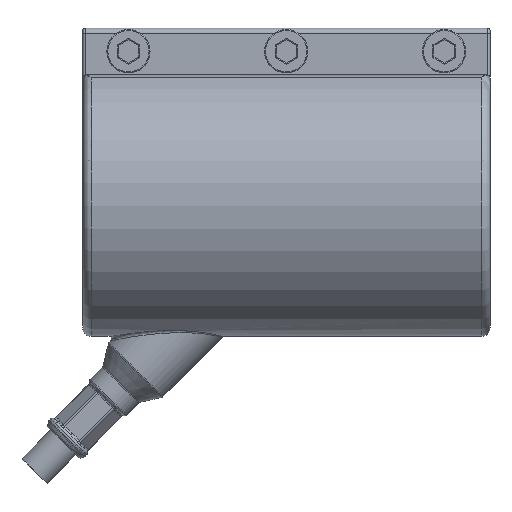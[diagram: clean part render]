
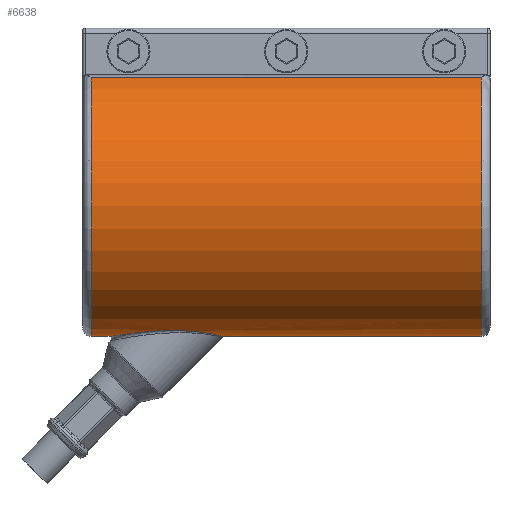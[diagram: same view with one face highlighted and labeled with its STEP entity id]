
A CAD part, left-side view. The second image highlights one B-rep face of the part: STEP entity #6638.
In plain terms, the highlighted cylindrical face has radius 26.5 mm (diameter 53 mm), a partial arc.
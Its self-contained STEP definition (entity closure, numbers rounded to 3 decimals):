
#216=B_SPLINE_CURVE_WITH_KNOTS('',3,(#10176,#10177,#10178,#10179,#10180,
#10181,#10182,#10183,#10184,#10185,#10186,#10187,#10188,#10189,#10190,#10191,
#10192,#10193,#10194,#10195,#10196,#10197,#10198,#10199,#10200,#10201,#10202,
#10203,#10204,#10205,#10206),.UNSPECIFIED.,.F.,.F.,(4,1,1,1,1,1,1,1,1,1,
1,1,1,1,1,1,1,1,1,1,1,1,1,1,1,1,1,1,4),(0.,0.031,0.063,0.094,0.125,
0.156,0.188,0.219,0.25,0.281,0.313,0.344,0.375,0.438,0.5,0.563,
0.594,0.625,0.656,0.688,0.719,0.75,0.781,0.813,0.844,0.875,
0.906,0.938,1.),.UNSPECIFIED.);
#217=B_SPLINE_CURVE_WITH_KNOTS('',3,(#10208,#10209,#10210,#10211,#10212),
 .UNSPECIFIED.,.F.,.F.,(4,1,4),(0.,0.5,1.),.UNSPECIFIED.);
#272=B_SPLINE_CURVE_WITH_KNOTS('',3,(#11703,#11704,#11705,#11706),
 .UNSPECIFIED.,.F.,.F.,(4,4),(0.,1.),.UNSPECIFIED.);
#273=B_SPLINE_CURVE_WITH_KNOTS('',3,(#11708,#11709,#11710,#11711,#11712,
#11713,#11714,#11715,#11716,#11717,#11718,#11719,#11720,#11721,#11722,#11723,
#11724,#11725,#11726,#11727,#11728,#11729,#11730,#11731,#11732,#11733,#11734,
#11735,#11736),.UNSPECIFIED.,.F.,.F.,(4,1,1,1,1,1,1,1,1,1,1,1,1,1,1,1,1,
1,1,1,1,1,1,1,1,1,4),(0.,0.125,0.188,0.219,0.25,0.281,0.313,0.344,
0.375,0.406,0.438,0.469,0.5,0.531,0.563,0.625,0.688,0.719,0.75,
0.781,0.813,0.844,0.875,0.906,0.938,0.969,1.),.UNSPECIFIED.);
#526=CIRCLE('',#7060,26.5);
#527=CIRCLE('',#7061,26.5);
#654=CYLINDRICAL_SURFACE('',#7059,26.5);
#1386=ORIENTED_EDGE('',*,*,#2174,.T.);
#1387=ORIENTED_EDGE('',*,*,#2173,.T.);
#1388=ORIENTED_EDGE('',*,*,#2394,.T.);
#1389=ORIENTED_EDGE('',*,*,#2395,.T.);
#1390=ORIENTED_EDGE('',*,*,#2396,.T.);
#1391=ORIENTED_EDGE('',*,*,#2324,.T.);
#1392=ORIENTED_EDGE('',*,*,#2397,.T.);
#1393=ORIENTED_EDGE('',*,*,#2385,.F.);
#2173=EDGE_CURVE('',#2737,#2735,#216,.T.);
#2174=EDGE_CURVE('',#2738,#2737,#217,.T.);
#2324=EDGE_CURVE('',#2817,#2842,#3074,.T.);
#2385=EDGE_CURVE('',#2792,#2767,#3114,.T.);
#2394=EDGE_CURVE('',#2735,#2877,#272,.T.);
#2395=EDGE_CURVE('',#2877,#2738,#273,.T.);
#2396=EDGE_CURVE('',#2792,#2817,#526,.T.);
#2397=EDGE_CURVE('',#2842,#2767,#527,.T.);
#2735=VERTEX_POINT('',#10174);
#2737=VERTEX_POINT('',#10207);
#2738=VERTEX_POINT('',#10213);
#2767=VERTEX_POINT('',#10597);
#2792=VERTEX_POINT('',#10910);
#2817=VERTEX_POINT('',#11236);
#2842=VERTEX_POINT('',#11549);
#2877=VERTEX_POINT('',#11707);
#3074=LINE('',#11574,#3292);
#3114=LINE('',#11686,#3332);
#3292=VECTOR('',#7785,1000.);
#3332=VECTOR('',#7905,1000.);
#3624=EDGE_LOOP('',(#1386,#1387,#1388,#1389));
#3625=EDGE_LOOP('',(#1390,#1391,#1392,#1393));
#4010=FACE_BOUND('',#3624,.T.);
#4011=FACE_BOUND('',#3625,.T.);
#6638=ADVANCED_FACE('',(#4010,#4011),#654,.T.);
#7059=AXIS2_PLACEMENT_3D('',#11702,#7932,#7933);
#7060=AXIS2_PLACEMENT_3D('',#11737,#7934,#7935);
#7061=AXIS2_PLACEMENT_3D('',#11738,#7936,#7937);
#7785=DIRECTION('',(0.,-1.,0.));
#7905=DIRECTION('',(0.,-1.,0.));
#7932=DIRECTION('',(0.,-1.,0.));
#7933=DIRECTION('',(0.,0.,-1.));
#7934=DIRECTION('',(0.,-1.,0.));
#7935=DIRECTION('',(0.,0.,-1.));
#7936=DIRECTION('',(0.,1.,0.));
#7937=DIRECTION('',(0.,0.,-1.));
#10174=CARTESIAN_POINT('',(-2.63,12.707,-26.369));
#10176=CARTESIAN_POINT('',(0.,34.814,-26.5));
#10177=CARTESIAN_POINT('',(-0.288,34.814,-26.5));
#10178=CARTESIAN_POINT('',(-0.855,34.762,-26.491));
#10179=CARTESIAN_POINT('',(-1.739,34.5,-26.447));
#10180=CARTESIAN_POINT('',(-2.468,34.148,-26.389));
#10181=CARTESIAN_POINT('',(-3.248,33.62,-26.303));
#10182=CARTESIAN_POINT('',(-3.85,33.094,-26.221));
#10183=CARTESIAN_POINT('',(-4.491,32.41,-26.119));
#10184=CARTESIAN_POINT('',(-4.985,31.778,-26.029));
#10185=CARTESIAN_POINT('',(-5.494,31.015,-25.926));
#10186=CARTESIAN_POINT('',(-5.896,30.312,-25.837));
#10187=CARTESIAN_POINT('',(-6.28,29.543,-25.746));
#10188=CARTESIAN_POINT('',(-6.622,28.746,-25.66));
#10189=CARTESIAN_POINT('',(-7.038,27.606,-25.55));
#10190=CARTESIAN_POINT('',(-7.419,26.249,-25.441));
#10191=CARTESIAN_POINT('',(-7.729,24.545,-25.348));
#10192=CARTESIAN_POINT('',(-7.852,23.073,-25.31));
#10193=CARTESIAN_POINT('',(-7.855,21.928,-25.309));
#10194=CARTESIAN_POINT('',(-7.817,21.108,-25.321));
#10195=CARTESIAN_POINT('',(-7.719,20.183,-25.351));
#10196=CARTESIAN_POINT('',(-7.572,19.33,-25.395));
#10197=CARTESIAN_POINT('',(-7.368,18.49,-25.455));
#10198=CARTESIAN_POINT('',(-7.126,17.72,-25.525));
#10199=CARTESIAN_POINT('',(-6.777,16.854,-25.62));
#10200=CARTESIAN_POINT('',(-6.383,16.088,-25.721));
#10201=CARTESIAN_POINT('',(-5.923,15.366,-25.831));
#10202=CARTESIAN_POINT('',(-5.419,14.719,-25.942));
#10203=CARTESIAN_POINT('',(-4.799,14.076,-26.065));
#10204=CARTESIAN_POINT('',(-3.922,13.355,-26.215));
#10205=CARTESIAN_POINT('',(-3.16,12.924,-26.316));
#10206=CARTESIAN_POINT('',(-2.63,12.707,-26.369));
#10207=CARTESIAN_POINT('',(0.,34.814,-26.5));
#10208=CARTESIAN_POINT('',(2.528,34.088,-26.379));
#10209=CARTESIAN_POINT('',(2.131,34.321,-26.417));
#10210=CARTESIAN_POINT('',(1.349,34.672,-26.476));
#10211=CARTESIAN_POINT('',(0.442,34.814,-26.5));
#10212=CARTESIAN_POINT('',(0.,34.814,-26.5));
#10213=CARTESIAN_POINT('',(2.528,34.088,-26.379));
#10597=CARTESIAN_POINT('',(-10.586,-38.3,24.294));
#10910=CARTESIAN_POINT('',(-10.586,38.3,24.294));
#11236=CARTESIAN_POINT('',(10.586,38.3,24.294));
#11549=CARTESIAN_POINT('',(10.586,-38.3,24.294));
#11574=CARTESIAN_POINT('',(10.586,40.,24.294));
#11686=CARTESIAN_POINT('',(-10.586,40.,24.294));
#11702=CARTESIAN_POINT('',(0.,40.,0.));
#11703=CARTESIAN_POINT('',(-2.63,12.707,-26.369));
#11704=CARTESIAN_POINT('',(-1.793,12.363,-26.453));
#11705=CARTESIAN_POINT('',(-0.901,12.186,-26.5));
#11706=CARTESIAN_POINT('',(0.,12.186,-26.5));
#11707=CARTESIAN_POINT('',(0.,12.186,-26.5));
#11708=CARTESIAN_POINT('',(0.,12.186,-26.5));
#11709=CARTESIAN_POINT('',(1.168,12.186,-26.5));
#11710=CARTESIAN_POINT('',(2.897,12.637,-26.376));
#11711=CARTESIAN_POINT('',(4.556,13.836,-26.111));
#11712=CARTESIAN_POINT('',(5.352,14.641,-25.956));
#11713=CARTESIAN_POINT('',(5.908,15.344,-25.835));
#11714=CARTESIAN_POINT('',(6.349,16.032,-25.729));
#11715=CARTESIAN_POINT('',(6.747,16.792,-25.628));
#11716=CARTESIAN_POINT('',(7.08,17.588,-25.537));
#11717=CARTESIAN_POINT('',(7.366,18.479,-25.456));
#11718=CARTESIAN_POINT('',(7.558,19.266,-25.4));
#11719=CARTESIAN_POINT('',(7.709,20.119,-25.354));
#11720=CARTESIAN_POINT('',(7.807,20.981,-25.324));
#11721=CARTESIAN_POINT('',(7.855,21.906,-25.309));
#11722=CARTESIAN_POINT('',(7.853,22.738,-25.31));
#11723=CARTESIAN_POINT('',(7.793,23.888,-25.328));
#11724=CARTESIAN_POINT('',(7.603,25.352,-25.387));
#11725=CARTESIAN_POINT('',(7.282,26.762,-25.481));
#11726=CARTESIAN_POINT('',(6.943,27.864,-25.575));
#11727=CARTESIAN_POINT('',(6.658,28.651,-25.651));
#11728=CARTESIAN_POINT('',(6.296,29.511,-25.742));
#11729=CARTESIAN_POINT('',(5.911,30.288,-25.833));
#11730=CARTESIAN_POINT('',(5.481,31.034,-25.928));
#11731=CARTESIAN_POINT('',(5.043,31.698,-26.018));
#11732=CARTESIAN_POINT('',(4.47,32.435,-26.122));
#11733=CARTESIAN_POINT('',(3.921,33.025,-26.211));
#11734=CARTESIAN_POINT('',(3.223,33.64,-26.307));
#11735=CARTESIAN_POINT('',(2.764,33.949,-26.356));
#11736=CARTESIAN_POINT('',(2.528,34.088,-26.379));
#11737=CARTESIAN_POINT('',(0.,38.3,0.));
#11738=CARTESIAN_POINT('',(0.,-38.3,0.));
